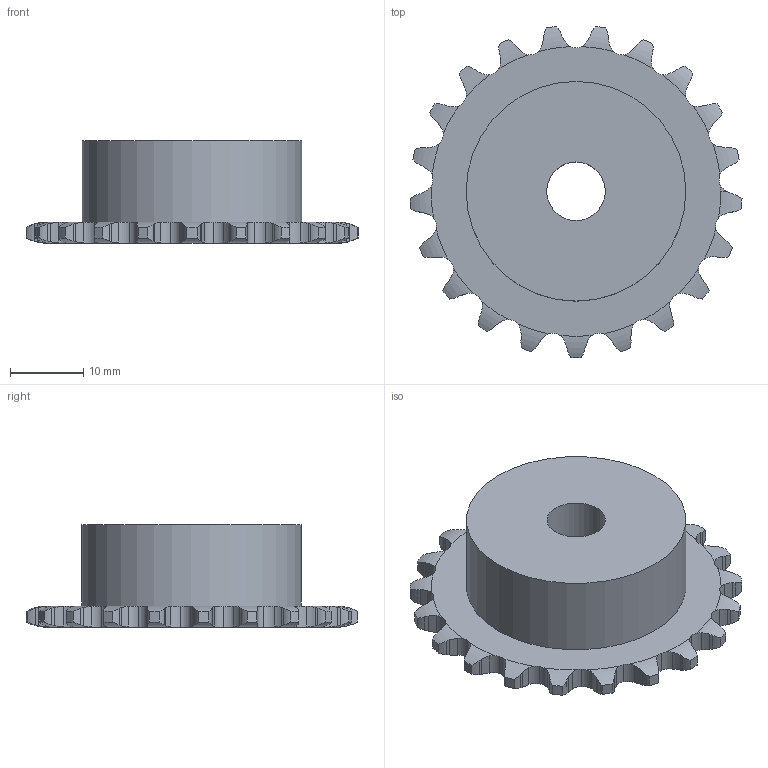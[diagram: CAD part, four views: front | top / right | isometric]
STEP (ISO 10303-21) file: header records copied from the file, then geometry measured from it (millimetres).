
FILE_DESCRIPTION(('FreeCAD Model'),'2;1');
FILE_NAME('Open CASCADE Shape Model','2021-04-01T21:13:42',('FreeCAD'),( 'FreeCAD'),'Open CASCADE STEP processor 7.4','FreeCAD','Unknown');
FILE_SCHEMA(('AUTOMOTIVE_DESIGN { 1 0 10303 214 1 1 1 1 }'));
Length unit declared in the file: millimetre
Products named in the file (1): Open CASCADE STEP translator 7.4 14
Bounding box: 45.36 x 45.24 x 14 mm (x, y, z)
Volume: 11119.8 mm3; surface area: 4584.5 mm2
Topology: 1 solids, 1 shells, 239 faces, 706 edges, 471 vertices
Faces by surface type: cylinder 149, plane 46, torus 44
Full cylindrical faces by diameter (mm): 8 x1, 30 x1
Entity records: 21374 total; most frequent: CARTESIAN_POINT 9441, DIRECTION 1632, ORIENTED_EDGE 1412, PCURVE 1412, DEFINITIONAL_REPRESENTATION 1412, B_SPLINE_CURVE_WITH_KNOTS 1014, LINE 793, VECTOR 793
